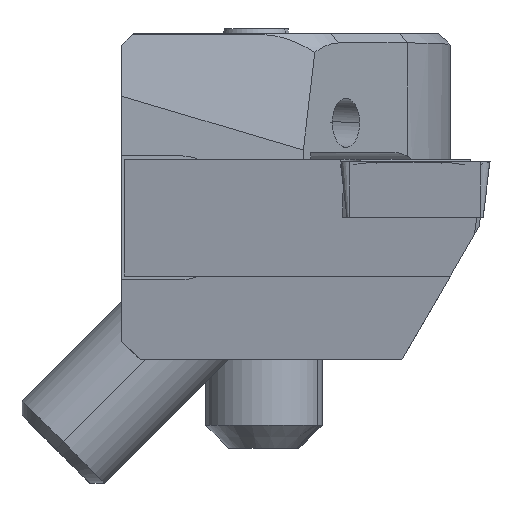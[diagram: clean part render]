
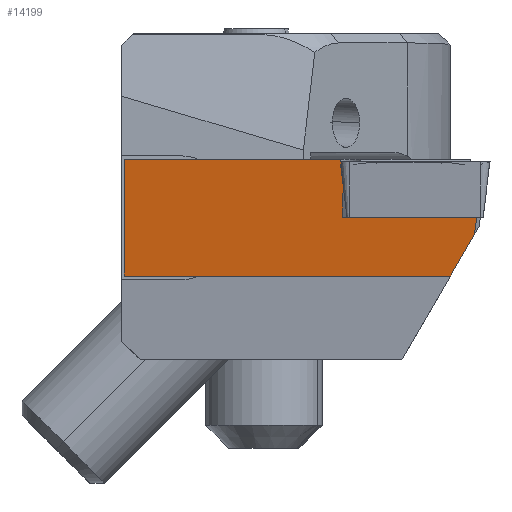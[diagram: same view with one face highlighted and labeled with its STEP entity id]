
A CAD part, left-side view. The second image highlights one B-rep face of the part: STEP entity #14199.
In plain terms, the highlighted planar face has unit normal (-0.991, 0.052, -0.122).
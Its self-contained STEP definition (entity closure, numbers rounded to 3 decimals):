
#373 = ORIENTED_EDGE ( 'NONE', *, *, #7724, .T. ) ;
#472 = VERTEX_POINT ( 'NONE', #2805 ) ;
#644 = DIRECTION ( 'NONE',  ( -0.116, 0.108, 0.987 ) ) ;
#1254 = VERTEX_POINT ( 'NONE', #7665 ) ;
#1298 = LINE ( 'NONE', #17244, #3015 ) ;
#1317 = EDGE_CURVE ( 'NONE', #15552, #5212, #12813, .T. ) ;
#2144 = CARTESIAN_POINT ( 'NONE',  ( 0.413, 6.398, -0.09 ) ) ;
#2285 = CARTESIAN_POINT ( 'NONE',  ( 0.518, 6.3, -0.98 ) ) ;
#2550 = VECTOR ( 'NONE', #7571, 1000. ) ;
#2805 = CARTESIAN_POINT ( 'NONE',  ( 0.89, 15.7, 0. ) ) ;
#2811 = VECTOR ( 'NONE', #4783, 1000. ) ;
#2930 = LINE ( 'NONE', #14611, #9962 ) ;
#3015 = VECTOR ( 'NONE', #6284, 1000. ) ;
#3669 = VECTOR ( 'NONE', #9541, 1000. ) ;
#3884 = CARTESIAN_POINT ( 'NONE',  ( 1.164, 1.386, -8.332 ) ) ;
#3943 = VERTEX_POINT ( 'NONE', #4961 ) ;
#4182 = AXIS2_PLACEMENT_3D ( 'NONE', #6407, #14591, #17119 ) ;
#4341 = CARTESIAN_POINT ( 'NONE',  ( 0.402, 0.568, -2.48 ) ) ;
#4783 = DIRECTION ( 'NONE',  ( 0.052, 0.999, 0. ) ) ;
#4908 = ORIENTED_EDGE ( 'NONE', *, *, #16725, .F. ) ;
#4961 = CARTESIAN_POINT ( 'NONE',  ( 0.498, 0.672, -3.222 ) ) ;
#5212 = VERTEX_POINT ( 'NONE', #16975 ) ;
#5263 = DIRECTION ( 'NONE',  ( -0.128, -0.137, 0.982 ) ) ;
#6284 = DIRECTION ( 'NONE',  ( 0.122, 0., -0.993 ) ) ;
#6407 = CARTESIAN_POINT ( 'NONE',  ( 0.664, -13.045, -10.414 ) ) ;
#7287 = VERTEX_POINT ( 'NONE', #2285 ) ;
#7387 = EDGE_CURVE ( 'NONE', #3943, #15552, #13375, .T. ) ;
#7571 = DIRECTION ( 'NONE',  ( -0.052, -0.999, 0. ) ) ;
#7665 = CARTESIAN_POINT ( 'NONE',  ( 0.771, 1.699, -5. ) ) ;
#7724 = EDGE_CURVE ( 'NONE', #7287, #12280, #16790, .T. ) ;
#8298 = CARTESIAN_POINT ( 'NONE',  ( 0.419, 0.373, -2.704 ) ) ;
#9541 = DIRECTION ( 'NONE',  ( -0.052, -0.999, 0. ) ) ;
#9595 = DIRECTION ( 'NONE',  ( 0.132, 0.496, -0.859 ) ) ;
#9762 = EDGE_CURVE ( 'NONE', #472, #12280, #11907, .T. ) ;
#9962 = VECTOR ( 'NONE', #13078, 1000. ) ;
#10226 = CARTESIAN_POINT ( 'NONE',  ( 0.067, -0.004, 0. ) ) ;
#10350 = EDGE_CURVE ( 'NONE', #7287, #5212, #2930, .T. ) ;
#10483 = LINE ( 'NONE', #15087, #3669 ) ;
#10982 = ORIENTED_EDGE ( 'NONE', *, *, #10350, .F. ) ;
#11462 = VECTOR ( 'NONE', #644, 1000. ) ;
#11480 = ORIENTED_EDGE ( 'NONE', *, *, #17592, .T. ) ;
#11907 = LINE ( 'NONE', #10226, #2550 ) ;
#11915 = VECTOR ( 'NONE', #5263, 1000. ) ;
#11953 = ORIENTED_EDGE ( 'NONE', *, *, #12392, .T. ) ;
#11997 = CARTESIAN_POINT ( 'NONE',  ( 0.403, 6.407, 0. ) ) ;
#12145 = ORIENTED_EDGE ( 'NONE', *, *, #9762, .F. ) ;
#12280 = VERTEX_POINT ( 'NONE', #11997 ) ;
#12392 = EDGE_CURVE ( 'NONE', #17019, #1254, #10483, .T. ) ;
#12813 = LINE ( 'NONE', #17132, #2811 ) ;
#13078 = DIRECTION ( 'NONE',  ( 0.123, 0.015, -0.992 ) ) ;
#13375 = LINE ( 'NONE', #3884, #11915 ) ;
#13385 = FACE_OUTER_BOUND ( 'NONE', #14674, .T. ) ;
#13691 = VECTOR ( 'NONE', #9595, 1000. ) ;
#13955 = ORIENTED_EDGE ( 'NONE', *, *, #1317, .T. ) ;
#14199 = ADVANCED_FACE ( 'NONE', ( #13385 ), #14537, .F. ) ;
#14537 = PLANE ( 'NONE',  #4182 ) ;
#14591 = DIRECTION ( 'NONE',  ( 0.991, -0.052, 0.122 ) ) ;
#14611 = CARTESIAN_POINT ( 'NONE',  ( 0.794, 6.334, -3.209 ) ) ;
#14674 = EDGE_LOOP ( 'NONE', ( #4908, #16830, #13955, #10982, #373, #12145, #11480, #11953 ) ) ;
#15087 = CARTESIAN_POINT ( 'NONE',  ( 0.68, -0.036, -5. ) ) ;
#15552 = VERTEX_POINT ( 'NONE', #4341 ) ;
#15892 = CARTESIAN_POINT ( 'NONE',  ( 1.505, 15.7, -5. ) ) ;
#16725 = EDGE_CURVE ( 'NONE', #3943, #1254, #17278, .T. ) ;
#16790 = LINE ( 'NONE', #2144, #11462 ) ;
#16830 = ORIENTED_EDGE ( 'NONE', *, *, #7387, .T. ) ;
#16975 = CARTESIAN_POINT ( 'NONE',  ( 0.703, 6.323, -2.48 ) ) ;
#17019 = VERTEX_POINT ( 'NONE', #15892 ) ;
#17119 = DIRECTION ( 'NONE',  ( 0.122, 0., -0.993 ) ) ;
#17132 = CARTESIAN_POINT ( 'NONE',  ( 0.371, -0.019, -2.48 ) ) ;
#17244 = CARTESIAN_POINT ( 'NONE',  ( 1.482, 15.7, -4.818 ) ) ;
#17278 = LINE ( 'NONE', #8298, #13691 ) ;
#17592 = EDGE_CURVE ( 'NONE', #472, #17019, #1298, .T. ) ;
